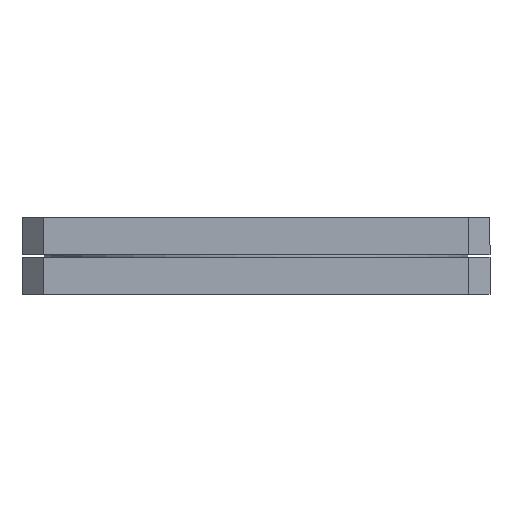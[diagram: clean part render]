
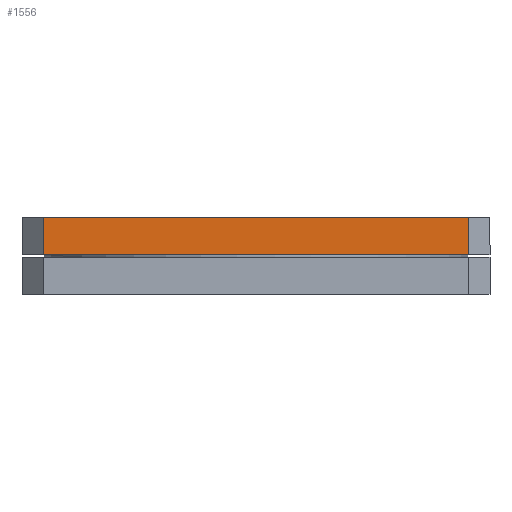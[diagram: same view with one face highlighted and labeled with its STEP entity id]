
A CAD part, front view. The second image highlights one B-rep face of the part: STEP entity #1556.
In plain terms, the highlighted planar face has unit normal (0, -1, 0).
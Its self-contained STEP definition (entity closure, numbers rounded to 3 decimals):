
#49 = EDGE_CURVE ( 'NONE', #458, #378, #495, .T. ) ;
#118 = VECTOR ( 'NONE', #569, 1000. ) ;
#163 = EDGE_CURVE ( 'NONE', #378, #1756, #1836, .T. ) ;
#178 = DIRECTION ( 'NONE',  ( 0., 0., -1. ) ) ;
#200 = VECTOR ( 'NONE', #1587, 1000. ) ;
#237 = ORIENTED_EDGE ( 'NONE', *, *, #163, .T. ) ;
#238 = ORIENTED_EDGE ( 'NONE', *, *, #49, .T. ) ;
#378 = VERTEX_POINT ( 'NONE', #1416 ) ;
#458 = VERTEX_POINT ( 'NONE', #1576 ) ;
#495 = LINE ( 'NONE', #1752, #118 ) ;
#569 = DIRECTION ( 'NONE',  ( 1., 0., 0. ) ) ;
#609 = DIRECTION ( 'NONE',  ( 0., 0., 1. ) ) ;
#612 = LINE ( 'NONE', #1809, #1744 ) ;
#667 = EDGE_LOOP ( 'NONE', ( #238, #237, #843, #1553 ) ) ;
#670 = LINE ( 'NONE', #702, #200 ) ;
#702 = CARTESIAN_POINT ( 'NONE',  ( 55., -55., 0. ) ) ;
#733 = VERTEX_POINT ( 'NONE', #1629 ) ;
#835 = EDGE_CURVE ( 'NONE', #733, #458, #612, .T. ) ;
#843 = ORIENTED_EDGE ( 'NONE', *, *, #1866, .T. ) ;
#893 = CARTESIAN_POINT ( 'NONE',  ( 55., -55., 0. ) ) ;
#917 = DIRECTION ( 'NONE',  ( 0., 0., -1. ) ) ;
#1042 = CARTESIAN_POINT ( 'NONE',  ( 50., -55., 0. ) ) ;
#1043 = DIRECTION ( 'NONE',  ( 0., -1., 0. ) ) ;
#1052 = VECTOR ( 'NONE', #609, 1000. ) ;
#1267 = AXIS2_PLACEMENT_3D ( 'NONE', #893, #1043, #178 ) ;
#1416 = CARTESIAN_POINT ( 'NONE',  ( 50., -55., -8.75 ) ) ;
#1553 = ORIENTED_EDGE ( 'NONE', *, *, #835, .T. ) ;
#1556 = ADVANCED_FACE ( 'NONE', ( #1569 ), #1789, .T. ) ;
#1569 = FACE_OUTER_BOUND ( 'NONE', #667, .T. ) ;
#1576 = CARTESIAN_POINT ( 'NONE',  ( -50., -55., -8.75 ) ) ;
#1587 = DIRECTION ( 'NONE',  ( -1., 0., 0. ) ) ;
#1629 = CARTESIAN_POINT ( 'NONE',  ( -50., -55., 0. ) ) ;
#1700 = CARTESIAN_POINT ( 'NONE',  ( 50., -55., 0. ) ) ;
#1744 = VECTOR ( 'NONE', #917, 1000. ) ;
#1752 = CARTESIAN_POINT ( 'NONE',  ( -225., -55., -8.75 ) ) ;
#1756 = VERTEX_POINT ( 'NONE', #1700 ) ;
#1789 = PLANE ( 'NONE',  #1267 ) ;
#1809 = CARTESIAN_POINT ( 'NONE',  ( -50., -55., 0. ) ) ;
#1836 = LINE ( 'NONE', #1042, #1052 ) ;
#1866 = EDGE_CURVE ( 'NONE', #1756, #733, #670, .T. ) ;
